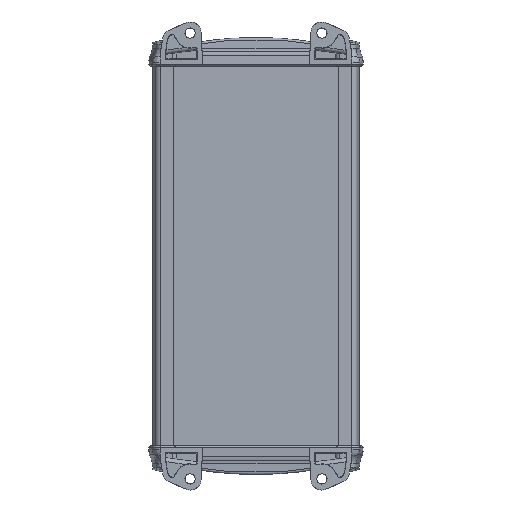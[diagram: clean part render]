
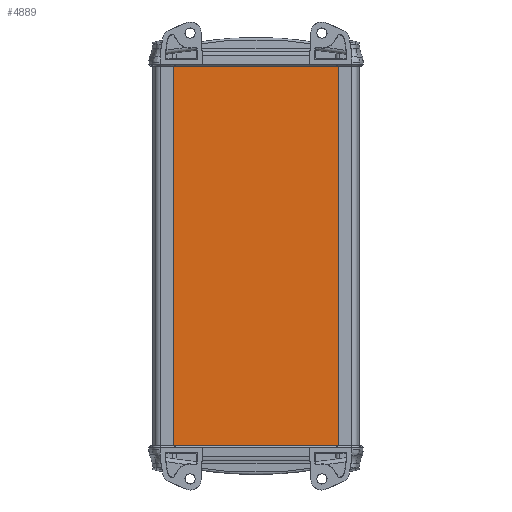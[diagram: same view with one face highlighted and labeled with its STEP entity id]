
A CAD part, front view. The second image highlights one B-rep face of the part: STEP entity #4889.
In plain terms, the highlighted planar face has unit normal (0, -1, 0).
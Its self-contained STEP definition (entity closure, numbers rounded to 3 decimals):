
#4833=CARTESIAN_POINT('',(42.5,-19.25,100.));
#4834=VERTEX_POINT('',#4833);
#4841=CARTESIAN_POINT('',(42.5,-19.25,-100.0));
#4842=VERTEX_POINT('',#4841);
#4843=CARTESIAN_POINT('',(42.5,-19.25,-100.0));
#4844=DIRECTION('',(0.0,0.0,1.0));
#4845=VECTOR('',#4844,200.);
#4846=LINE('',#4843,#4845);
#4847=EDGE_CURVE('',#4842,#4834,#4846,.T.);
#4859=CARTESIAN_POINT('',(42.5,-19.25,-100.0));
#4860=DIRECTION('',(0.0,-1.0,0.0));
#4861=DIRECTION('',(0.0,0.0,-1.0));
#4862=AXIS2_PLACEMENT_3D('',#4859,#4860,#4861);
#4863=PLANE('',#4862);
#4864=CARTESIAN_POINT('',(-42.5,-19.25,100.));
#4865=VERTEX_POINT('',#4864);
#4866=CARTESIAN_POINT('',(42.5,-19.25,100.));
#4867=DIRECTION('',(-1.0,0.0,0.0));
#4868=VECTOR('',#4867,85.);
#4869=LINE('',#4866,#4868);
#4870=EDGE_CURVE('',#4834,#4865,#4869,.T.);
#4871=ORIENTED_EDGE('',*,*,#4870,.T.);
#4872=CARTESIAN_POINT('',(-42.5,-19.25,-100.0));
#4873=VERTEX_POINT('',#4872);
#4874=CARTESIAN_POINT('',(-42.5,-19.25,-100.0));
#4875=DIRECTION('',(0.0,0.0,1.0));
#4876=VECTOR('',#4875,200.);
#4877=LINE('',#4874,#4876);
#4878=EDGE_CURVE('',#4873,#4865,#4877,.T.);
#4879=ORIENTED_EDGE('',*,*,#4878,.F.);
#4880=CARTESIAN_POINT('',(-42.5,-19.25,-100.0));
#4881=DIRECTION('',(1.0,0.0,0.0));
#4882=VECTOR('',#4881,85.);
#4883=LINE('',#4880,#4882);
#4884=EDGE_CURVE('',#4873,#4842,#4883,.T.);
#4885=ORIENTED_EDGE('',*,*,#4884,.T.);
#4886=ORIENTED_EDGE('',*,*,#4847,.T.);
#4887=EDGE_LOOP('',(#4871,#4879,#4885,#4886));
#4888=FACE_OUTER_BOUND('',#4887,.T.);
#4889=ADVANCED_FACE('',(#4888),#4863,.T.);
